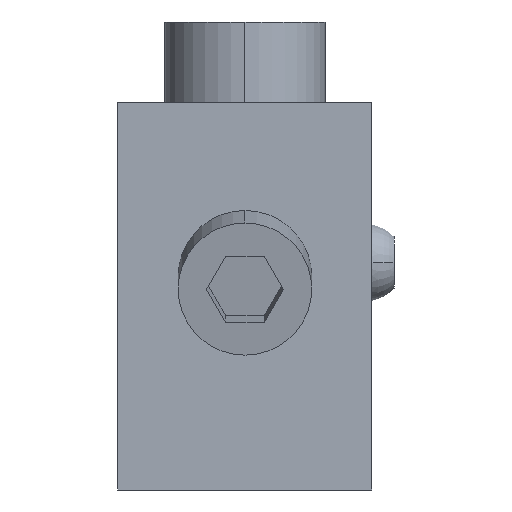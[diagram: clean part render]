
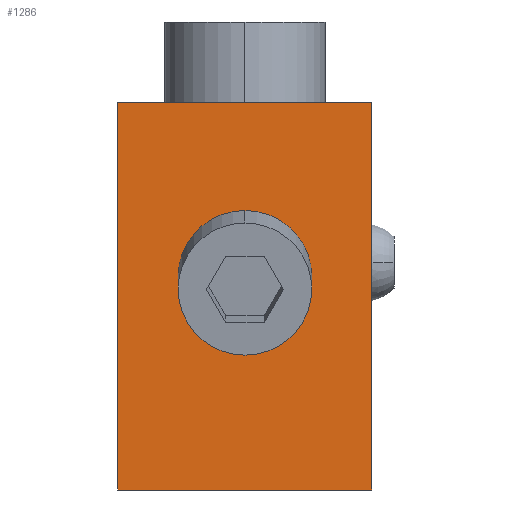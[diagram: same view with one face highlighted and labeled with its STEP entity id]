
A CAD part, left-side view. The second image highlights one B-rep face of the part: STEP entity #1286.
In plain terms, the highlighted planar face has unit normal (-1, 0, 0).
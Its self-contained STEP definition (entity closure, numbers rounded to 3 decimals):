
#19 =( BOUNDED_CURVE ( )  B_SPLINE_CURVE ( 3, ( #1381, #425, #60, #184 ),
 .UNSPECIFIED., .F., .T. ) 
 B_SPLINE_CURVE_WITH_KNOTS ( ( 4, 4 ),
 ( 3.142, 6.283 ),
 .UNSPECIFIED. ) 
 CURVE ( )  GEOMETRIC_REPRESENTATION_ITEM ( )  RATIONAL_B_SPLINE_CURVE ( ( 1., 0.333, 0.333, 1. ) ) 
 REPRESENTATION_ITEM ( '' )  );
#39 = CARTESIAN_POINT ( 'NONE',  ( -30., 9.5, 29. ) ) ;
#49 = ORIENTED_EDGE ( 'NONE', *, *, #296, .F. ) ;
#60 = CARTESIAN_POINT ( 'NONE',  ( -30., 6., 14.563 ) ) ;
#74 = EDGE_CURVE ( 'NONE', #834, #426, #1399, .T. ) ;
#77 = VECTOR ( 'NONE', #1147, 1000. ) ;
#81 = AXIS2_PLACEMENT_3D ( 'NONE', #971, #1467, #629 ) ;
#86 = EDGE_LOOP ( 'NONE', ( #163, #49 ) ) ;
#134 = EDGE_CURVE ( 'NONE', #691, #1475, #140, .T. ) ;
#140 = LINE ( 'NONE', #39, #188 ) ;
#163 = ORIENTED_EDGE ( 'NONE', *, *, #74, .F. ) ;
#184 = CARTESIAN_POINT ( 'NONE',  ( -30., 0., 14.563 ) ) ;
#188 = VECTOR ( 'NONE', #959, 1000. ) ;
#273 = EDGE_CURVE ( 'NONE', #1088, #1475, #651, .T. ) ;
#276 = ORIENTED_EDGE ( 'NONE', *, *, #1123, .T. ) ;
#296 = EDGE_CURVE ( 'NONE', #426, #834, #19, .T. ) ;
#330 = EDGE_CURVE ( 'NONE', #764, #1088, #551, .T. ) ;
#360 = CARTESIAN_POINT ( 'NONE',  ( -30., -6., 20.637 ) ) ;
#372 = CARTESIAN_POINT ( 'NONE',  ( -30., 0., 20.637 ) ) ;
#425 = CARTESIAN_POINT ( 'NONE',  ( -30., 6., 20.637 ) ) ;
#426 = VERTEX_POINT ( 'NONE', #444 ) ;
#444 = CARTESIAN_POINT ( 'NONE',  ( -30., 0., 20.637 ) ) ;
#486 = LINE ( 'NONE', #1462, #1368 ) ;
#495 = FACE_BOUND ( 'NONE', #86, .T. ) ;
#535 = CARTESIAN_POINT ( 'NONE',  ( -30., 0., 14.563 ) ) ;
#551 = LINE ( 'NONE', #1264, #77 ) ;
#629 = DIRECTION ( 'NONE',  ( 0., 0., -1. ) ) ;
#651 = LINE ( 'NONE', #1500, #1031 ) ;
#691 = VERTEX_POINT ( 'NONE', #1299 ) ;
#700 = CARTESIAN_POINT ( 'NONE',  ( -30., 0., 14.563 ) ) ;
#721 = FACE_OUTER_BOUND ( 'NONE', #803, .T. ) ;
#764 = VERTEX_POINT ( 'NONE', #1186 ) ;
#803 = EDGE_LOOP ( 'NONE', ( #1348, #276, #885, #1408 ) ) ;
#834 = VERTEX_POINT ( 'NONE', #535 ) ;
#842 = CARTESIAN_POINT ( 'NONE',  ( -30., -9.5, 0. ) ) ;
#856 = PLANE ( 'NONE',  #81 ) ;
#885 = ORIENTED_EDGE ( 'NONE', *, *, #134, .T. ) ;
#889 = DIRECTION ( 'NONE',  ( 0., 1., 0. ) ) ;
#959 = DIRECTION ( 'NONE',  ( 0., 0., -1. ) ) ;
#971 = CARTESIAN_POINT ( 'NONE',  ( -30., -9.5, 29. ) ) ;
#1031 = VECTOR ( 'NONE', #889, 1000. ) ;
#1047 = CARTESIAN_POINT ( 'NONE',  ( -30., 9.5, 0. ) ) ;
#1088 = VERTEX_POINT ( 'NONE', #842 ) ;
#1123 = EDGE_CURVE ( 'NONE', #764, #691, #486, .T. ) ;
#1147 = DIRECTION ( 'NONE',  ( 0., 0., -1. ) ) ;
#1182 = CARTESIAN_POINT ( 'NONE',  ( -30., -6., 14.563 ) ) ;
#1186 = CARTESIAN_POINT ( 'NONE',  ( -30., -9.5, 29. ) ) ;
#1264 = CARTESIAN_POINT ( 'NONE',  ( -30., -9.5, 29. ) ) ;
#1286 = ADVANCED_FACE ( 'NONE', ( #495, #721 ), #856, .T. ) ;
#1299 = CARTESIAN_POINT ( 'NONE',  ( -30., 9.5, 29. ) ) ;
#1348 = ORIENTED_EDGE ( 'NONE', *, *, #330, .F. ) ;
#1368 = VECTOR ( 'NONE', #1432, 1000. ) ;
#1381 = CARTESIAN_POINT ( 'NONE',  ( -30., 0., 20.637 ) ) ;
#1399 =( BOUNDED_CURVE ( )  B_SPLINE_CURVE ( 3, ( #700, #1182, #360, #372 ),
 .UNSPECIFIED., .F., .T. ) 
 B_SPLINE_CURVE_WITH_KNOTS ( ( 4, 4 ),
 ( 0., 3.142 ),
 .UNSPECIFIED. ) 
 CURVE ( )  GEOMETRIC_REPRESENTATION_ITEM ( )  RATIONAL_B_SPLINE_CURVE ( ( 1., 0.333, 0.333, 1. ) ) 
 REPRESENTATION_ITEM ( '' )  );
#1408 = ORIENTED_EDGE ( 'NONE', *, *, #273, .F. ) ;
#1432 = DIRECTION ( 'NONE',  ( 0., 1., 0. ) ) ;
#1462 = CARTESIAN_POINT ( 'NONE',  ( -30., -9.5, 29. ) ) ;
#1467 = DIRECTION ( 'NONE',  ( -1., 0., 0. ) ) ;
#1475 = VERTEX_POINT ( 'NONE', #1047 ) ;
#1500 = CARTESIAN_POINT ( 'NONE',  ( -30., -9.5, 0. ) ) ;
